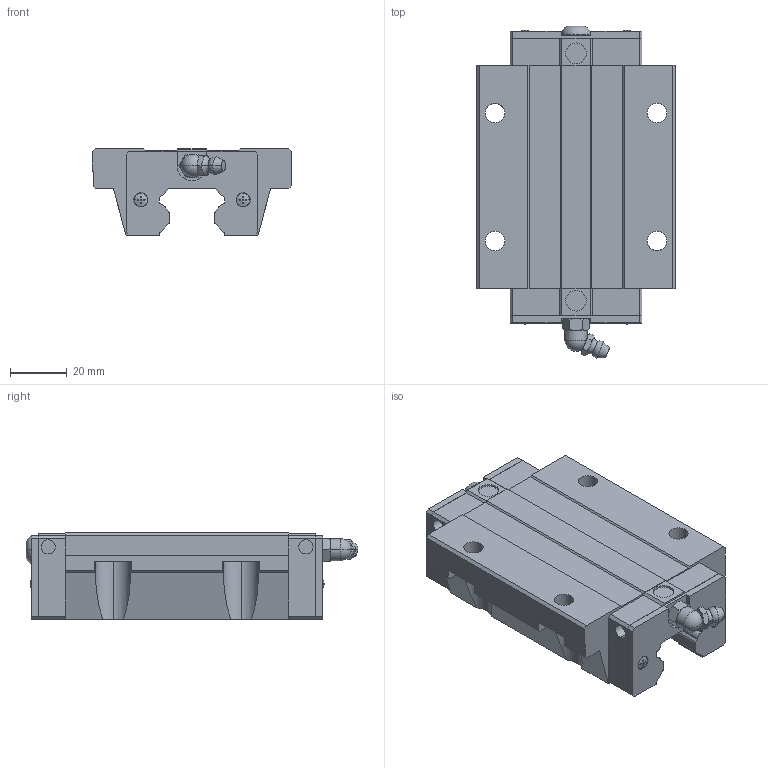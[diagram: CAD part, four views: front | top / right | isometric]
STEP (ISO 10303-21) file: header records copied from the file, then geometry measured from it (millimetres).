
FILE_DESCRIPTION(('STEP AP214'),'1');
FILE_NAME('cctmp_3CDF4DC9-1346-4528-9D16-7151AB3CF720_2024_08_02_17_09_23_0880..stp','2024-08-02T15:09:24',('HIWIN GmbH'),('CADClick - www.CADClick.com'),'Spatial InterOp 3D',' ','unknown authorization');
FILE_SCHEMA(('AUTOMOTIVE_DESIGN'));
Length unit declared in the file: millimetre
Products named in the file (1): HGW25HCZ0C_FILE
Bounding box: 70 x 116.71 x 30.5 mm (x, y, z)
Volume: 136176.1 mm3; surface area: 27936.6 mm2
Topology: 1 solids, 4 shells, 379 faces, 1017 edges, 661 vertices
Faces by surface type: plane 239, cylinder 82, cone 38, torus 18, sphere 2
Entity records: 15064 total; most frequent: CARTESIAN_POINT 2592, ORIENTED_EDGE 2030, DIRECTION 1912, EDGE_CURVE 1015, VERTEX_POINT 661, LINE 646, VECTOR 646, AXIS2_PLACEMENT_3D 633
